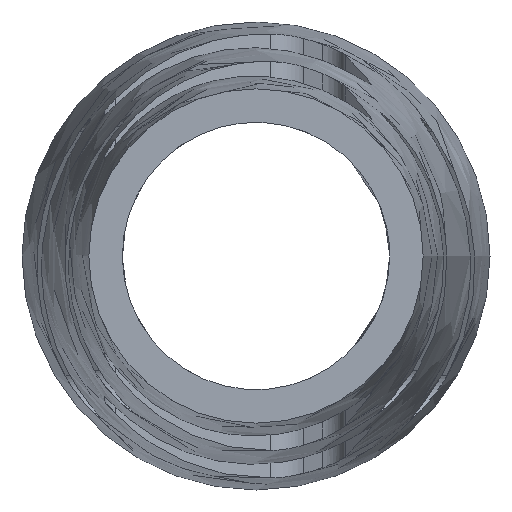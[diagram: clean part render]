
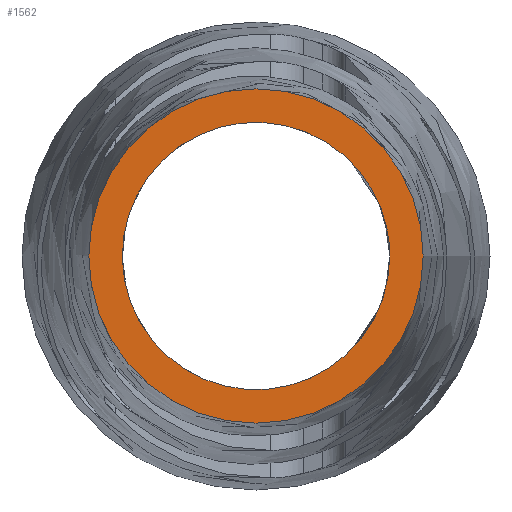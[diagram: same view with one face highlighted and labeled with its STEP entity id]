
A CAD part, front view. The second image highlights one B-rep face of the part: STEP entity #1562.
In plain terms, the highlighted planar face has unit normal (0, -1, 0).
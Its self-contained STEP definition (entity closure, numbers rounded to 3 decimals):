
#26=FACE_BOUND('',#250,.T.);
#36=CIRCLE('',#1632,2.5);
#161=FACE_OUTER_BOUND('',#249,.T.);
#249=EDGE_LOOP('',(#1447));
#250=EDGE_LOOP('',(#1448));
#541=ELLIPSE('',#1618,2.,1.999);
#645=VERTEX_POINT('',#3121);
#671=VERTEX_POINT('',#3405);
#839=EDGE_CURVE('',#645,#645,#541,.T.);
#868=EDGE_CURVE('',#671,#671,#36,.T.);
#1447=ORIENTED_EDGE('',*,*,#868,.F.);
#1448=ORIENTED_EDGE('',*,*,#839,.T.);
#1485=PLANE('',#1695);
#1562=ADVANCED_FACE('',(#161,#26),#1485,.F.);
#1618=AXIS2_PLACEMENT_3D('',#3123,#1840,#1841);
#1632=AXIS2_PLACEMENT_3D('',#3407,#1868,#1869);
#1695=AXIS2_PLACEMENT_3D('',#3902,#2040,#2041);
#1840=DIRECTION('center_axis',(0.,1.,0.));
#1841=DIRECTION('ref_axis',(1.,0.,-0.005));
#1868=DIRECTION('center_axis',(0.,1.,0.));
#1869=DIRECTION('ref_axis',(1.,0.,0.));
#2040=DIRECTION('center_axis',(0.,1.,0.));
#2041=DIRECTION('ref_axis',(0.,0.,1.));
#3121=CARTESIAN_POINT('',(2.,0.,0.));
#3123=CARTESIAN_POINT('Origin',(0.,0.,
0.));
#3405=CARTESIAN_POINT('',(2.5,0.,0.));
#3407=CARTESIAN_POINT('Origin',(0.,0.,0.));
#3902=CARTESIAN_POINT('Origin',(0.,0.,0.));
